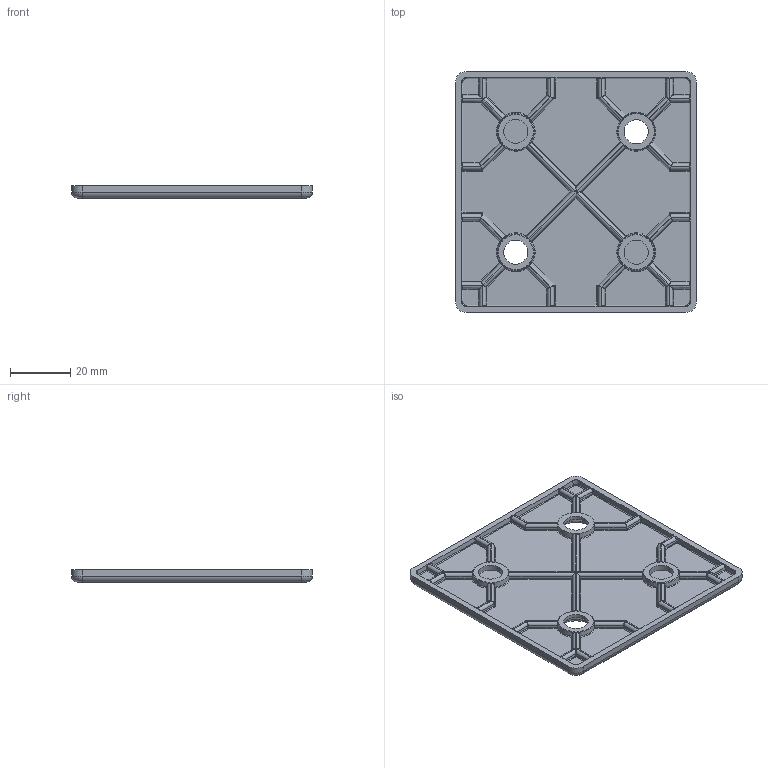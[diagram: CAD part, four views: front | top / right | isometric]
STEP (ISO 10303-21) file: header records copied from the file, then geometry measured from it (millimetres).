
FILE_DESCRIPTION(('FreeCAD Model'),'2;1');
FILE_NAME('Open CASCADE Shape Model','2024-04-03T11:11:28',(''),(''), 'Open CASCADE STEP processor 7.6','FreeCAD','Unknown');
FILE_SCHEMA(('AUTOMOTIVE_DESIGN { 1 0 10303 214 1 1 1 1 }'));
Products named in the file (1): STI8-CZ8080
Bounding box: 80 x 80 x 4 mm (x, y, z)
Volume: 15171.8 mm3; surface area: 15328.2 mm2
Topology: 1 solids, 1 shells, 624 faces, 1415 edges, 725 vertices
Faces by surface type: cylinder 224, bspline 164, plane 108, sphere 47, torus 45, cone 32, revolution 4
Entity records: 56741 total; most frequent: CARTESIAN_POINT 32439, DIRECTION 3849, ORIENTED_EDGE 2658, PCURVE 2658, DEFINITIONAL_REPRESENTATION 2658, LINE 2017, VECTOR 2017, EDGE_CURVE 1329
